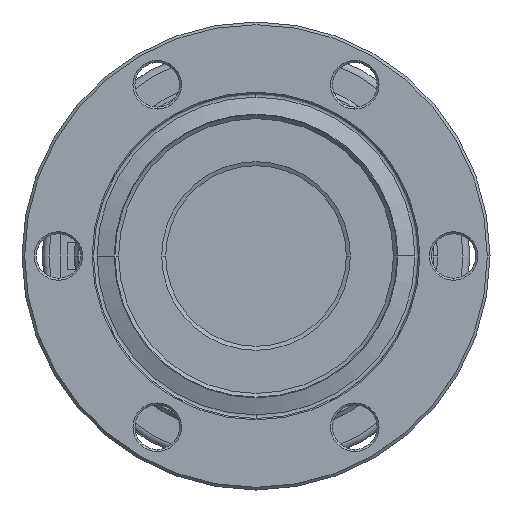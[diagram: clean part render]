
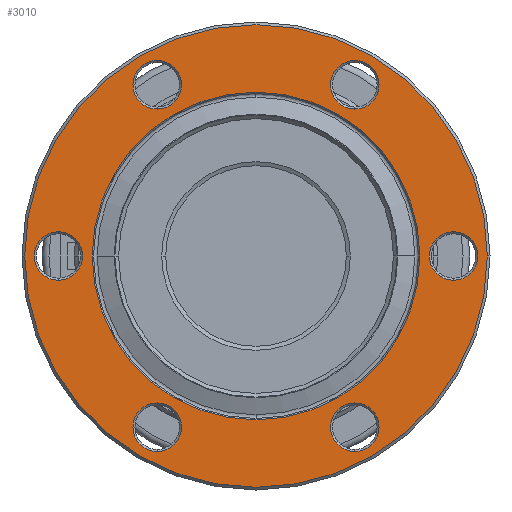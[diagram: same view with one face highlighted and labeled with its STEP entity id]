
A CAD part, left-side view. The second image highlights one B-rep face of the part: STEP entity #3010.
In plain terms, the highlighted planar face has unit normal (-1, 0, 0).
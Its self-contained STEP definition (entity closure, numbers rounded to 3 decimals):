
#1753=CARTESIAN_POINT('',(-117.244,-34.35,0.));
#1754=VERTEX_POINT('',#1753);
#1761=CARTESIAN_POINT('',(-117.244,34.35,0.));
#1762=VERTEX_POINT('',#1761);
#1763=CARTESIAN_POINT('',(-117.244,0.,0.0));
#1764=DIRECTION('',(1.0,0.0,0.0));
#1765=DIRECTION('',(0.0,-1.0,0.0));
#1766=AXIS2_PLACEMENT_3D('',#1763,#1764,#1765);
#1767=CIRCLE('',#1766,34.35);
#1768=EDGE_CURVE('',#1754,#1762,#1767,.T.);
#2075=CARTESIAN_POINT('',(-117.244,14.675,-21.818));
#2076=VERTEX_POINT('',#2075);
#2090=CARTESIAN_POINT('',(-117.244,14.675,-29.018));
#2091=VERTEX_POINT('',#2090);
#2098=CARTESIAN_POINT('',(-117.244,14.675,-25.418));
#2099=DIRECTION('',(-1.0,0.0,0.0));
#2100=DIRECTION('',(0.0,0.0,1.0));
#2101=AXIS2_PLACEMENT_3D('',#2098,#2099,#2100);
#2102=CIRCLE('',#2101,3.6);
#2103=EDGE_CURVE('',#2091,#2076,#2102,.T.);
#2145=CARTESIAN_POINT('',(-117.244,-14.675,-21.818));
#2146=VERTEX_POINT('',#2145);
#2160=CARTESIAN_POINT('',(-117.244,-14.675,-29.018));
#2161=VERTEX_POINT('',#2160);
#2168=CARTESIAN_POINT('',(-117.244,-14.675,-25.418));
#2169=DIRECTION('',(-1.0,0.0,0.0));
#2170=DIRECTION('',(0.0,0.0,1.0));
#2171=AXIS2_PLACEMENT_3D('',#2168,#2169,#2170);
#2172=CIRCLE('',#2171,3.6);
#2173=EDGE_CURVE('',#2161,#2146,#2172,.T.);
#2215=CARTESIAN_POINT('',(-117.244,-29.35,3.6));
#2216=VERTEX_POINT('',#2215);
#2230=CARTESIAN_POINT('',(-117.244,-29.35,-3.6));
#2231=VERTEX_POINT('',#2230);
#2238=CARTESIAN_POINT('',(-117.244,-29.35,0.));
#2239=DIRECTION('',(-1.0,0.0,0.0));
#2240=DIRECTION('',(0.0,0.0,1.0));
#2241=AXIS2_PLACEMENT_3D('',#2238,#2239,#2240);
#2242=CIRCLE('',#2241,3.6);
#2243=EDGE_CURVE('',#2231,#2216,#2242,.T.);
#2285=CARTESIAN_POINT('',(-117.244,-14.675,29.018));
#2286=VERTEX_POINT('',#2285);
#2300=CARTESIAN_POINT('',(-117.244,-14.675,21.818));
#2301=VERTEX_POINT('',#2300);
#2308=CARTESIAN_POINT('',(-117.244,-14.675,25.418));
#2309=DIRECTION('',(-1.0,0.0,0.0));
#2310=DIRECTION('',(0.0,0.0,1.0));
#2311=AXIS2_PLACEMENT_3D('',#2308,#2309,#2310);
#2312=CIRCLE('',#2311,3.6);
#2313=EDGE_CURVE('',#2301,#2286,#2312,.T.);
#2355=CARTESIAN_POINT('',(-117.244,14.675,29.018));
#2356=VERTEX_POINT('',#2355);
#2370=CARTESIAN_POINT('',(-117.244,14.675,21.818));
#2371=VERTEX_POINT('',#2370);
#2378=CARTESIAN_POINT('',(-117.244,14.675,25.418));
#2379=DIRECTION('',(-1.0,0.0,0.0));
#2380=DIRECTION('',(0.0,0.0,1.0));
#2381=AXIS2_PLACEMENT_3D('',#2378,#2379,#2380);
#2382=CIRCLE('',#2381,3.6);
#2383=EDGE_CURVE('',#2371,#2356,#2382,.T.);
#2425=CARTESIAN_POINT('',(-117.244,29.35,3.6));
#2426=VERTEX_POINT('',#2425);
#2440=CARTESIAN_POINT('',(-117.244,29.35,-3.6));
#2441=VERTEX_POINT('',#2440);
#2448=CARTESIAN_POINT('',(-117.244,29.35,0.0));
#2449=DIRECTION('',(-1.0,0.0,0.0));
#2450=DIRECTION('',(0.0,0.0,1.0));
#2451=AXIS2_PLACEMENT_3D('',#2448,#2449,#2450);
#2452=CIRCLE('',#2451,3.6);
#2453=EDGE_CURVE('',#2441,#2426,#2452,.T.);
#2504=CARTESIAN_POINT('',(-117.244,-24.325,0.));
#2505=VERTEX_POINT('',#2504);
#2513=CARTESIAN_POINT('',(-117.244,24.325,0.));
#2514=VERTEX_POINT('',#2513);
#2521=CARTESIAN_POINT('',(-117.244,0.,0.0));
#2522=DIRECTION('',(-1.0,0.0,0.0));
#2523=DIRECTION('',(0.0,-1.0,0.0));
#2524=AXIS2_PLACEMENT_3D('',#2521,#2522,#2523);
#2525=CIRCLE('',#2524,24.325);
#2526=EDGE_CURVE('',#2514,#2505,#2525,.T.);
#2913=CARTESIAN_POINT('',(-117.244,0.,0.0));
#2914=DIRECTION('',(-1.0,0.0,0.0));
#2915=DIRECTION('',(0.0,-1.0,0.0));
#2916=AXIS2_PLACEMENT_3D('',#2913,#2914,#2915);
#2917=CIRCLE('',#2916,24.325);
#2918=EDGE_CURVE('',#2505,#2514,#2917,.T.);
#2931=CARTESIAN_POINT('',(-117.244,29.438,0.0));
#2932=DIRECTION('',(-1.0,0.0,0.0));
#2933=DIRECTION('',(0.0,0.0,1.0));
#2934=AXIS2_PLACEMENT_3D('',#2931,#2932,#2933);
#2935=PLANE('',#2934);
#2936=CARTESIAN_POINT('',(-117.244,0.,0.0));
#2937=DIRECTION('',(1.0,0.0,0.0));
#2938=DIRECTION('',(0.0,-1.0,0.0));
#2939=AXIS2_PLACEMENT_3D('',#2936,#2937,#2938);
#2940=CIRCLE('',#2939,34.35);
#2941=EDGE_CURVE('',#1762,#1754,#2940,.T.);
#2942=ORIENTED_EDGE('',*,*,#2941,.F.);
#2943=ORIENTED_EDGE('',*,*,#1768,.F.);
#2944=EDGE_LOOP('',(#2942,#2943));
#2945=FACE_OUTER_BOUND('',#2944,.T.);
#2946=ORIENTED_EDGE('',*,*,#2453,.F.);
#2947=CARTESIAN_POINT('',(-117.244,29.35,0.0));
#2948=DIRECTION('',(-1.0,0.0,0.0));
#2949=DIRECTION('',(0.0,0.0,1.0));
#2950=AXIS2_PLACEMENT_3D('',#2947,#2948,#2949);
#2951=CIRCLE('',#2950,3.6);
#2952=EDGE_CURVE('',#2426,#2441,#2951,.T.);
#2953=ORIENTED_EDGE('',*,*,#2952,.F.);
#2954=EDGE_LOOP('',(#2946,#2953));
#2955=FACE_BOUND('',#2954,.T.);
#2956=ORIENTED_EDGE('',*,*,#2313,.F.);
#2957=CARTESIAN_POINT('',(-117.244,-14.675,25.418));
#2958=DIRECTION('',(-1.0,0.0,0.0));
#2959=DIRECTION('',(0.0,0.0,1.0));
#2960=AXIS2_PLACEMENT_3D('',#2957,#2958,#2959);
#2961=CIRCLE('',#2960,3.6);
#2962=EDGE_CURVE('',#2286,#2301,#2961,.T.);
#2963=ORIENTED_EDGE('',*,*,#2962,.F.);
#2964=EDGE_LOOP('',(#2956,#2963));
#2965=FACE_BOUND('',#2964,.T.);
#2966=ORIENTED_EDGE('',*,*,#2173,.F.);
#2967=CARTESIAN_POINT('',(-117.244,-14.675,-25.418));
#2968=DIRECTION('',(-1.0,0.0,0.0));
#2969=DIRECTION('',(0.0,0.0,1.0));
#2970=AXIS2_PLACEMENT_3D('',#2967,#2968,#2969);
#2971=CIRCLE('',#2970,3.6);
#2972=EDGE_CURVE('',#2146,#2161,#2971,.T.);
#2973=ORIENTED_EDGE('',*,*,#2972,.F.);
#2974=EDGE_LOOP('',(#2966,#2973));
#2975=FACE_BOUND('',#2974,.T.);
#2976=ORIENTED_EDGE('',*,*,#2103,.F.);
#2977=CARTESIAN_POINT('',(-117.244,14.675,-25.418));
#2978=DIRECTION('',(-1.0,0.0,0.0));
#2979=DIRECTION('',(0.0,0.0,1.0));
#2980=AXIS2_PLACEMENT_3D('',#2977,#2978,#2979);
#2981=CIRCLE('',#2980,3.6);
#2982=EDGE_CURVE('',#2076,#2091,#2981,.T.);
#2983=ORIENTED_EDGE('',*,*,#2982,.F.);
#2984=EDGE_LOOP('',(#2976,#2983));
#2985=FACE_BOUND('',#2984,.T.);
#2986=ORIENTED_EDGE('',*,*,#2243,.F.);
#2987=CARTESIAN_POINT('',(-117.244,-29.35,0.));
#2988=DIRECTION('',(-1.0,0.0,0.0));
#2989=DIRECTION('',(0.0,0.0,1.0));
#2990=AXIS2_PLACEMENT_3D('',#2987,#2988,#2989);
#2991=CIRCLE('',#2990,3.6);
#2992=EDGE_CURVE('',#2216,#2231,#2991,.T.);
#2993=ORIENTED_EDGE('',*,*,#2992,.F.);
#2994=EDGE_LOOP('',(#2986,#2993));
#2995=FACE_BOUND('',#2994,.T.);
#2996=ORIENTED_EDGE('',*,*,#2383,.F.);
#2997=CARTESIAN_POINT('',(-117.244,14.675,25.418));
#2998=DIRECTION('',(-1.0,0.0,0.0));
#2999=DIRECTION('',(0.0,0.0,1.0));
#3000=AXIS2_PLACEMENT_3D('',#2997,#2998,#2999);
#3001=CIRCLE('',#3000,3.6);
#3002=EDGE_CURVE('',#2356,#2371,#3001,.T.);
#3003=ORIENTED_EDGE('',*,*,#3002,.F.);
#3004=EDGE_LOOP('',(#2996,#3003));
#3005=FACE_BOUND('',#3004,.T.);
#3006=ORIENTED_EDGE('',*,*,#2526,.F.);
#3007=ORIENTED_EDGE('',*,*,#2918,.F.);
#3008=EDGE_LOOP('',(#3006,#3007));
#3009=FACE_BOUND('',#3008,.T.);
#3010=ADVANCED_FACE('',(#2945,#2955,#2965,#2975,#2985,#2995,#3005,#3009),#2935,.T.);
